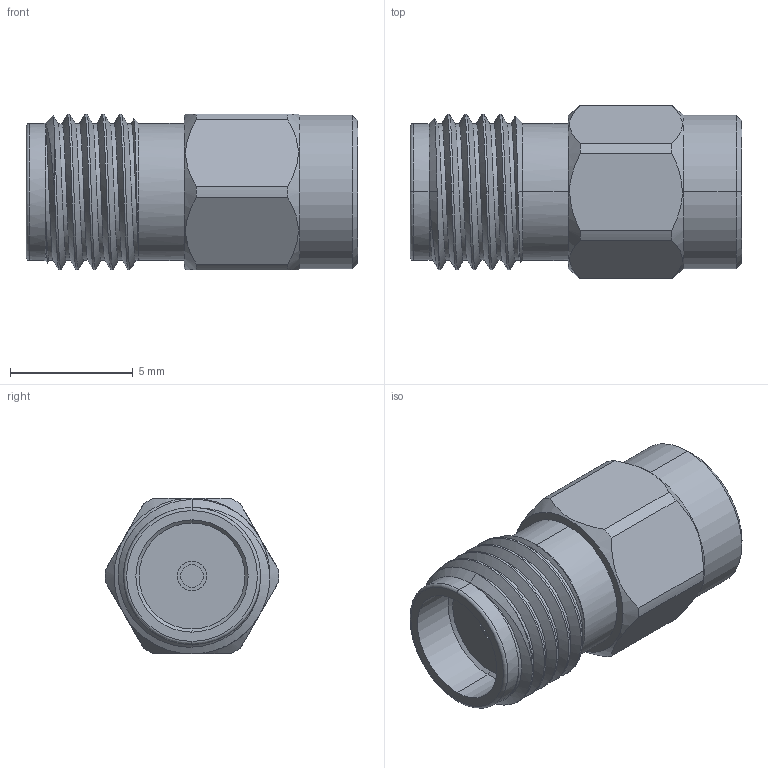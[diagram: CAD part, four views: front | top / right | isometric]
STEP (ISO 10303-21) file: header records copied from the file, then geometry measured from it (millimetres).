
FILE_DESCRIPTION (( 'STEP AP203' ), '1' );
FILE_NAME ('PE6007.step', '2018-11-29T23:42:39', ( '' ), ( '' ), 'SwSTEP 2.0', 'SolidWorks 2017', '' );
FILE_SCHEMA (( 'CONFIG_CONTROL_DESIGN' ));
Length unit declared in the file: inch
Products named in the file (1): PE6007
Bounding box: 13.5 x 7.08 x 6.35 mm (x, y, z)
Volume: 368.6 mm3; surface area: 404.3 mm2
Topology: 1 solids, 1 shells, 59 faces, 144 edges, 91 vertices
Faces by surface type: cylinder 28, cone 14, plane 12, bspline 3, torus 2
Entity records: 2971 total; most frequent: CARTESIAN_POINT 1605, ORIENTED_EDGE 288, DIRECTION 249, EDGE_CURVE 144, AXIS2_PLACEMENT_3D 102, VERTEX_POINT 91, EDGE_LOOP 63, FACE_OUTER_BOUND 59
